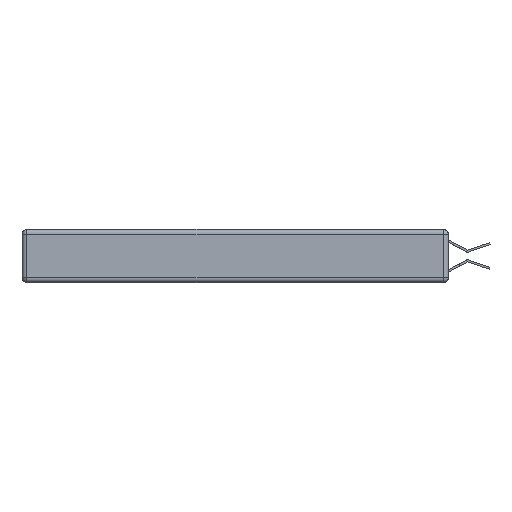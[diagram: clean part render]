
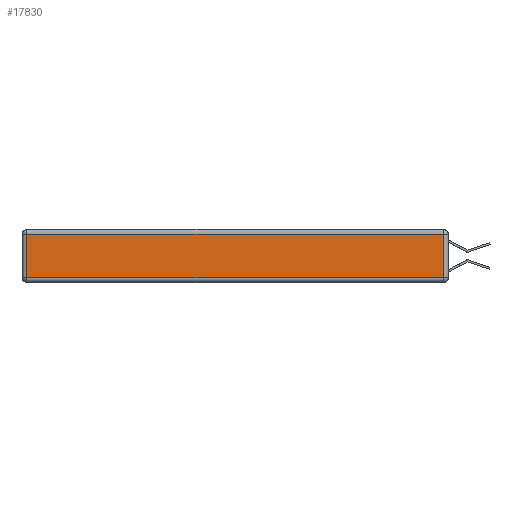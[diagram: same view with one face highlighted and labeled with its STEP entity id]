
A CAD part, left-side view. The second image highlights one B-rep face of the part: STEP entity #17830.
In plain terms, the highlighted planar face has unit normal (-1, 0, 0).
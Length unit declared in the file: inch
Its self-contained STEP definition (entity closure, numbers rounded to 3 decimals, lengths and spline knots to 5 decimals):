
#882 = LINE ( 'NONE', #4142, #14067 ) ;
#4123 = DIRECTION ( 'NONE',  ( 0., 0., 1. ) ) ;
#4142 = CARTESIAN_POINT ( 'NONE',  ( 0., 2.72, -0.343 ) ) ;
#4859 = CARTESIAN_POINT ( 'NONE',  ( 0., 0., -0.313 ) ) ;
#5031 = CARTESIAN_POINT ( 'NONE',  ( 0., 0.03, -0.03 ) ) ;
#5945 = CARTESIAN_POINT ( 'NONE',  ( 0., 0., -0.343 ) ) ;
#6253 = LINE ( 'NONE', #13045, #9722 ) ;
#8668 = CARTESIAN_POINT ( 'NONE',  ( 0., 2.72, -0.313 ) ) ;
#8934 = EDGE_CURVE ( 'NONE', #12327, #17532, #6253, .T. ) ;
#9172 = ORIENTED_EDGE ( 'NONE', *, *, #9942, .T. ) ;
#9500 = DIRECTION ( 'NONE',  ( 0., 0., 1. ) ) ;
#9722 = VECTOR ( 'NONE', #9500, 39.37008 ) ;
#9942 = EDGE_CURVE ( 'NONE', #16536, #18866, #882, .T. ) ;
#9973 = ORIENTED_EDGE ( 'NONE', *, *, #8934, .T. ) ;
#11274 = DIRECTION ( 'NONE',  ( 0., 0., -1. ) ) ;
#12319 = EDGE_CURVE ( 'NONE', #18866, #12327, #13679, .T. ) ;
#12327 = VERTEX_POINT ( 'NONE', #15137 ) ;
#13045 = CARTESIAN_POINT ( 'NONE',  ( 0., 0.03, -0.343 ) ) ;
#13158 = VECTOR ( 'NONE', #15060, 39.37008 ) ;
#13204 = DIRECTION ( 'NONE',  ( 0., 1., 0. ) ) ;
#13679 = LINE ( 'NONE', #4859, #13158 ) ;
#14067 = VECTOR ( 'NONE', #11274, 39.37008 ) ;
#14080 = EDGE_CURVE ( 'NONE', #17532, #16536, #18196, .T. ) ;
#15060 = DIRECTION ( 'NONE',  ( 0., -1., 0. ) ) ;
#15137 = CARTESIAN_POINT ( 'NONE',  ( 0., 0.03, -0.313 ) ) ;
#16205 = PLANE ( 'NONE',  #20623 ) ;
#16536 = VERTEX_POINT ( 'NONE', #20572 ) ;
#17532 = VERTEX_POINT ( 'NONE', #5031 ) ;
#17830 = ADVANCED_FACE ( 'NONE', ( #19290 ), #16205, .T. ) ;
#18004 = DIRECTION ( 'NONE',  ( -1., 0., 0. ) ) ;
#18196 = LINE ( 'NONE', #18441, #21156 ) ;
#18213 = EDGE_LOOP ( 'NONE', ( #19708, #9973, #21800, #9172 ) ) ;
#18441 = CARTESIAN_POINT ( 'NONE',  ( 0., 2.75, -0.03 ) ) ;
#18866 = VERTEX_POINT ( 'NONE', #8668 ) ;
#19290 = FACE_OUTER_BOUND ( 'NONE', #18213, .T. ) ;
#19708 = ORIENTED_EDGE ( 'NONE', *, *, #12319, .T. ) ;
#20572 = CARTESIAN_POINT ( 'NONE',  ( 0., 2.72, -0.03 ) ) ;
#20623 = AXIS2_PLACEMENT_3D ( 'NONE', #5945, #18004, #4123 ) ;
#21156 = VECTOR ( 'NONE', #13204, 39.37008 ) ;
#21800 = ORIENTED_EDGE ( 'NONE', *, *, #14080, .T. ) ;
